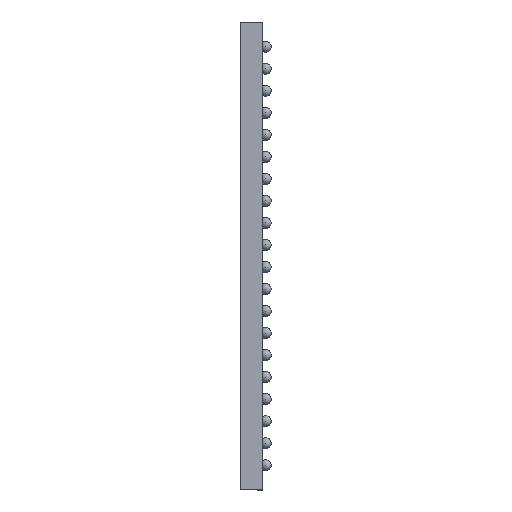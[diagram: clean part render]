
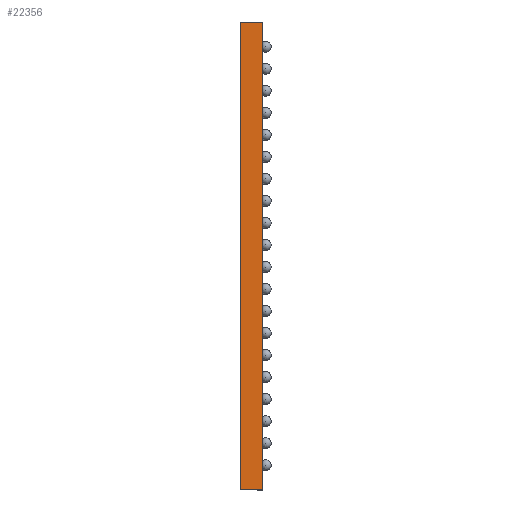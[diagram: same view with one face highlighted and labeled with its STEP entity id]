
A CAD part, left-side view. The second image highlights one B-rep face of the part: STEP entity #22356.
In plain terms, the highlighted planar face has unit normal (-1, 0, 0).
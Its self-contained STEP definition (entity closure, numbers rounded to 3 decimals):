
#1196 = ORIENTED_EDGE ( 'NONE', *, *, #2853, .T. ) ;
#1853 = DIRECTION ( 'NONE',  ( 0., 0., -1. ) ) ;
#2853 = EDGE_CURVE ( 'NONE', #16243, #10045, #21128, .T. ) ;
#4163 = CARTESIAN_POINT ( 'NONE',  ( -8.5, 1.1, -8.5 ) ) ;
#4177 = EDGE_CURVE ( 'NONE', #10045, #31328, #20735, .T. ) ;
#4483 = VECTOR ( 'NONE', #16017, 1000. ) ;
#5593 = LINE ( 'NONE', #29427, #21921 ) ;
#5938 = EDGE_CURVE ( 'NONE', #16243, #32573, #5593, .T. ) ;
#6545 = VECTOR ( 'NONE', #32255, 1000. ) ;
#6966 = DIRECTION ( 'NONE',  ( 1., 0., 0. ) ) ;
#7762 = CARTESIAN_POINT ( 'NONE',  ( -8.5, 1.1, -8.5 ) ) ;
#8220 = CARTESIAN_POINT ( 'NONE',  ( -8.5, 1.1, 8.5 ) ) ;
#9818 = DIRECTION ( 'NONE',  ( 0., 0., 1. ) ) ;
#10045 = VERTEX_POINT ( 'NONE', #23326 ) ;
#11766 = ORIENTED_EDGE ( 'NONE', *, *, #18209, .F. ) ;
#12334 = EDGE_LOOP ( 'NONE', ( #21596, #11766, #34173, #1196 ) ) ;
#14165 = CARTESIAN_POINT ( 'NONE',  ( -8.5, 1.1, 8.5 ) ) ;
#14289 = CARTESIAN_POINT ( 'NONE',  ( -8.5, 0.3, 8.5 ) ) ;
#14465 = CARTESIAN_POINT ( 'NONE',  ( -8.5, 1.1, -8.5 ) ) ;
#14724 = AXIS2_PLACEMENT_3D ( 'NONE', #4163, #6966, #1853 ) ;
#16017 = DIRECTION ( 'NONE',  ( 0., -1., 0. ) ) ;
#16243 = VERTEX_POINT ( 'NONE', #14465 ) ;
#16775 = FACE_OUTER_BOUND ( 'NONE', #12334, .T. ) ;
#17186 = VECTOR ( 'NONE', #9818, 1000. ) ;
#18209 = EDGE_CURVE ( 'NONE', #32573, #31328, #31733, .T. ) ;
#19966 = PLANE ( 'NONE',  #14724 ) ;
#20214 = CARTESIAN_POINT ( 'NONE',  ( -8.5, 0.3, -8.5 ) ) ;
#20735 = LINE ( 'NONE', #20214, #17186 ) ;
#21128 = LINE ( 'NONE', #7762, #4483 ) ;
#21596 = ORIENTED_EDGE ( 'NONE', *, *, #4177, .T. ) ;
#21921 = VECTOR ( 'NONE', #31896, 1000. ) ;
#22356 = ADVANCED_FACE ( 'NONE', ( #16775 ), #19966, .F. ) ;
#23326 = CARTESIAN_POINT ( 'NONE',  ( -8.5, 0.3, -8.5 ) ) ;
#29427 = CARTESIAN_POINT ( 'NONE',  ( -8.5, 1.1, -8.5 ) ) ;
#31328 = VERTEX_POINT ( 'NONE', #14289 ) ;
#31733 = LINE ( 'NONE', #8220, #6545 ) ;
#31896 = DIRECTION ( 'NONE',  ( 0., 0., 1. ) ) ;
#32255 = DIRECTION ( 'NONE',  ( 0., -1., 0. ) ) ;
#32573 = VERTEX_POINT ( 'NONE', #14165 ) ;
#34173 = ORIENTED_EDGE ( 'NONE', *, *, #5938, .F. ) ;
